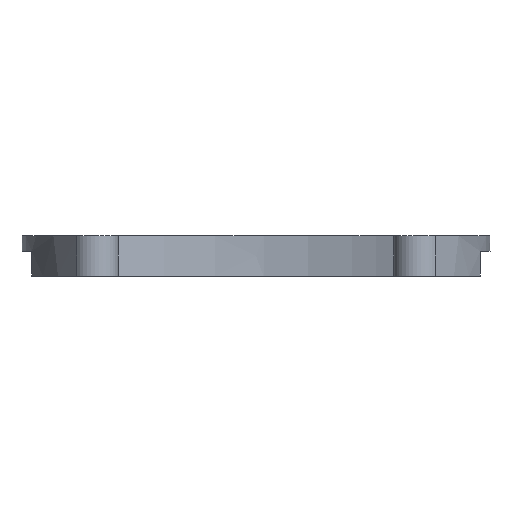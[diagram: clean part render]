
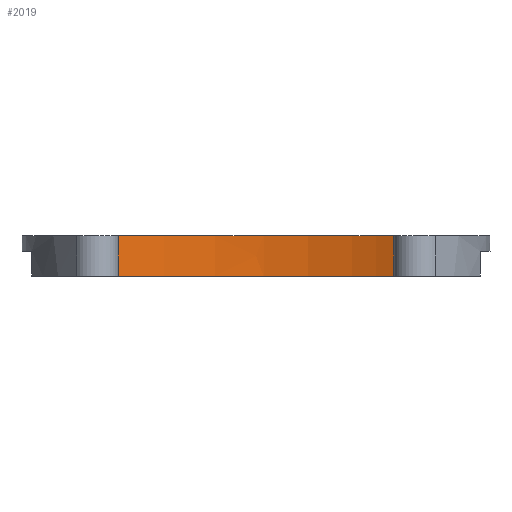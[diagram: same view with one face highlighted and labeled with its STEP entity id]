
A CAD part, left-side view. The second image highlights one B-rep face of the part: STEP entity #2019.
In plain terms, the highlighted face is a extrusion surface.
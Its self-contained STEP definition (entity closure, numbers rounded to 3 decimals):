
#75 = PLANE('',#76);
#76 = AXIS2_PLACEMENT_3D('',#77,#78,#79);
#77 = CARTESIAN_POINT('',(0.,0.,12.));
#78 = DIRECTION('',(0.,0.,1.));
#79 = DIRECTION('',(1.,0.,0.));
#286 = CYLINDRICAL_SURFACE('',#287,7.);
#287 = AXIS2_PLACEMENT_3D('',#288,#289,#290);
#288 = CARTESIAN_POINT('',(-40.496,48.261,0.));
#289 = DIRECTION('',(-0.,-0.,-1.));
#290 = DIRECTION('',(1.,0.,0.));
#315 = PLANE('',#316);
#316 = AXIS2_PLACEMENT_3D('',#317,#318,#319);
#317 = CARTESIAN_POINT('',(0.,0.,0.));
#318 = DIRECTION('',(0.,0.,1.));
#319 = DIRECTION('',(1.,0.,0.));
#586 = VERTEX_POINT('',#587);
#587 = CARTESIAN_POINT('',(-35.996,42.898,12.));
#609 = EDGE_CURVE('',#586,#610,#612,.T.);
#610 = VERTEX_POINT('',#611);
#611 = CARTESIAN_POINT('',(-35.996,-42.898,12.));
#612 = SURFACE_CURVE('',#613,(#617,#624),.PCURVE_S1.);
#613 = B_SPLINE_CURVE_WITH_KNOTS('',2,(#614,#615,#616),.UNSPECIFIED.,.F.
  ,.F.,(3,3),(0.,1.),.PIECEWISE_BEZIER_KNOTS.);
#614 = CARTESIAN_POINT('',(-35.996,42.898,12.));
#615 = CARTESIAN_POINT('',(-16.996,0.,12.));
#616 = CARTESIAN_POINT('',(-35.996,-42.898,12.));
#617 = PCURVE('',#75,#618);
#618 = DEFINITIONAL_REPRESENTATION('',(#619),#623);
#619 = B_SPLINE_CURVE_WITH_KNOTS('',2,(#620,#621,#622),.UNSPECIFIED.,.F.
  ,.F.,(3,3),(0.,1.),.PIECEWISE_BEZIER_KNOTS.);
#620 = CARTESIAN_POINT('',(-35.996,42.898));
#621 = CARTESIAN_POINT('',(-16.996,0.));
#622 = CARTESIAN_POINT('',(-35.996,-42.898));
#623 = ( GEOMETRIC_REPRESENTATION_CONTEXT(2) 
PARAMETRIC_REPRESENTATION_CONTEXT() REPRESENTATION_CONTEXT('2D SPACE',''
  ) );
#624 = PCURVE('',#625,#632);
#625 = SURFACE_OF_LINEAR_EXTRUSION('',#626,#630);
#626 = B_SPLINE_CURVE_WITH_KNOTS('',2,(#627,#628,#629),.UNSPECIFIED.,.F.
  ,.F.,(3,3),(0.,1.),.PIECEWISE_BEZIER_KNOTS.);
#627 = CARTESIAN_POINT('',(-35.996,42.898,0.));
#628 = CARTESIAN_POINT('',(-16.996,0.,0.));
#629 = CARTESIAN_POINT('',(-35.996,-42.898,0.));
#630 = VECTOR('',#631,1.);
#631 = DIRECTION('',(-0.,-0.,-1.));
#632 = DEFINITIONAL_REPRESENTATION('',(#633),#637);
#633 = LINE('',#634,#635);
#634 = CARTESIAN_POINT('',(0.,-12.));
#635 = VECTOR('',#636,1.);
#636 = DIRECTION('',(1.,0.));
#637 = ( GEOMETRIC_REPRESENTATION_CONTEXT(2) 
PARAMETRIC_REPRESENTATION_CONTEXT() REPRESENTATION_CONTEXT('2D SPACE',''
  ) );
#656 = CYLINDRICAL_SURFACE('',#657,7.);
#657 = AXIS2_PLACEMENT_3D('',#658,#659,#660);
#658 = CARTESIAN_POINT('',(-40.496,-48.261,0.));
#659 = DIRECTION('',(-0.,-0.,-1.));
#660 = DIRECTION('',(1.,0.,0.));
#1697 = VERTEX_POINT('',#1698);
#1698 = CARTESIAN_POINT('',(-35.996,42.898,0.));
#1720 = EDGE_CURVE('',#1697,#1721,#1723,.T.);
#1721 = VERTEX_POINT('',#1722);
#1722 = CARTESIAN_POINT('',(-35.996,-42.898,0.));
#1723 = SURFACE_CURVE('',#1724,(#1728,#1735),.PCURVE_S1.);
#1724 = B_SPLINE_CURVE_WITH_KNOTS('',2,(#1725,#1726,#1727),
  .UNSPECIFIED.,.F.,.F.,(3,3),(0.,1.),.PIECEWISE_BEZIER_KNOTS.);
#1725 = CARTESIAN_POINT('',(-35.996,42.898,0.));
#1726 = CARTESIAN_POINT('',(-16.996,0.,0.));
#1727 = CARTESIAN_POINT('',(-35.996,-42.898,0.));
#1728 = PCURVE('',#315,#1729);
#1729 = DEFINITIONAL_REPRESENTATION('',(#1730),#1734);
#1730 = B_SPLINE_CURVE_WITH_KNOTS('',2,(#1731,#1732,#1733),
  .UNSPECIFIED.,.F.,.F.,(3,3),(0.,1.),.PIECEWISE_BEZIER_KNOTS.);
#1731 = CARTESIAN_POINT('',(-35.996,42.898));
#1732 = CARTESIAN_POINT('',(-16.996,0.));
#1733 = CARTESIAN_POINT('',(-35.996,-42.898));
#1734 = ( GEOMETRIC_REPRESENTATION_CONTEXT(2) 
PARAMETRIC_REPRESENTATION_CONTEXT() REPRESENTATION_CONTEXT('2D SPACE',''
  ) );
#1735 = PCURVE('',#625,#1736);
#1736 = DEFINITIONAL_REPRESENTATION('',(#1737),#1741);
#1737 = LINE('',#1738,#1739);
#1738 = CARTESIAN_POINT('',(0.,0.));
#1739 = VECTOR('',#1740,1.);
#1740 = DIRECTION('',(1.,0.));
#1741 = ( GEOMETRIC_REPRESENTATION_CONTEXT(2) 
PARAMETRIC_REPRESENTATION_CONTEXT() REPRESENTATION_CONTEXT('2D SPACE',''
  ) );
#1856 = EDGE_CURVE('',#1697,#586,#1857,.T.);
#1857 = SURFACE_CURVE('',#1858,(#1862,#1869),.PCURVE_S1.);
#1858 = LINE('',#1859,#1860);
#1859 = CARTESIAN_POINT('',(-35.996,42.898,0.));
#1860 = VECTOR('',#1861,1.);
#1861 = DIRECTION('',(0.,0.,1.));
#1862 = PCURVE('',#286,#1863);
#1863 = DEFINITIONAL_REPRESENTATION('',(#1864),#1868);
#1864 = LINE('',#1865,#1866);
#1865 = CARTESIAN_POINT('',(-5.411,0.));
#1866 = VECTOR('',#1867,1.);
#1867 = DIRECTION('',(-0.,-1.));
#1868 = ( GEOMETRIC_REPRESENTATION_CONTEXT(2) 
PARAMETRIC_REPRESENTATION_CONTEXT() REPRESENTATION_CONTEXT('2D SPACE',''
  ) );
#1869 = PCURVE('',#625,#1870);
#1870 = DEFINITIONAL_REPRESENTATION('',(#1871),#1875);
#1871 = LINE('',#1872,#1873);
#1872 = CARTESIAN_POINT('',(0.,0.));
#1873 = VECTOR('',#1874,1.);
#1874 = DIRECTION('',(0.,-1.));
#1875 = ( GEOMETRIC_REPRESENTATION_CONTEXT(2) 
PARAMETRIC_REPRESENTATION_CONTEXT() REPRESENTATION_CONTEXT('2D SPACE',''
  ) );
#2019 = ADVANCED_FACE('',(#2020),#625,.F.);
#2020 = FACE_BOUND('',#2021,.F.);
#2021 = EDGE_LOOP('',(#2022,#2023,#2024,#2045));
#2022 = ORIENTED_EDGE('',*,*,#1856,.T.);
#2023 = ORIENTED_EDGE('',*,*,#609,.T.);
#2024 = ORIENTED_EDGE('',*,*,#2025,.F.);
#2025 = EDGE_CURVE('',#1721,#610,#2026,.T.);
#2026 = SURFACE_CURVE('',#2027,(#2031,#2038),.PCURVE_S1.);
#2027 = LINE('',#2028,#2029);
#2028 = CARTESIAN_POINT('',(-35.996,-42.898,0.));
#2029 = VECTOR('',#2030,1.);
#2030 = DIRECTION('',(0.,0.,1.));
#2031 = PCURVE('',#625,#2032);
#2032 = DEFINITIONAL_REPRESENTATION('',(#2033),#2037);
#2033 = LINE('',#2034,#2035);
#2034 = CARTESIAN_POINT('',(1.,0.));
#2035 = VECTOR('',#2036,1.);
#2036 = DIRECTION('',(0.,-1.));
#2037 = ( GEOMETRIC_REPRESENTATION_CONTEXT(2) 
PARAMETRIC_REPRESENTATION_CONTEXT() REPRESENTATION_CONTEXT('2D SPACE',''
  ) );
#2038 = PCURVE('',#656,#2039);
#2039 = DEFINITIONAL_REPRESENTATION('',(#2040),#2044);
#2040 = LINE('',#2041,#2042);
#2041 = CARTESIAN_POINT('',(-0.873,0.));
#2042 = VECTOR('',#2043,1.);
#2043 = DIRECTION('',(-0.,-1.));
#2044 = ( GEOMETRIC_REPRESENTATION_CONTEXT(2) 
PARAMETRIC_REPRESENTATION_CONTEXT() REPRESENTATION_CONTEXT('2D SPACE',''
  ) );
#2045 = ORIENTED_EDGE('',*,*,#1720,.F.);
